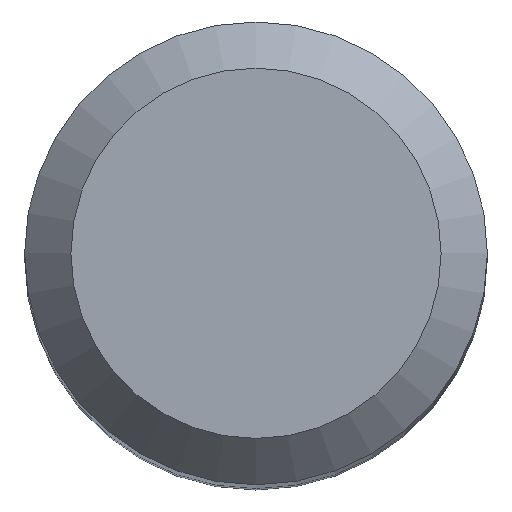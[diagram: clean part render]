
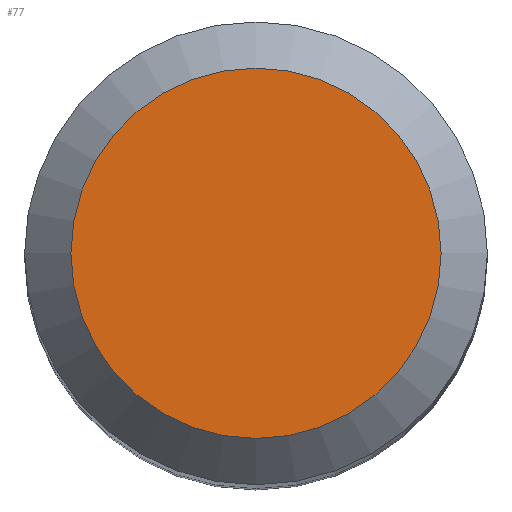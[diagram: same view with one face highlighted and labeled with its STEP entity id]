
A CAD part, top view. The second image highlights one B-rep face of the part: STEP entity #77.
In plain terms, the highlighted planar face has unit normal (0, 0, 1).
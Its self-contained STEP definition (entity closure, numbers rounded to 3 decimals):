
#32 = CARTESIAN_POINT ( 'NONE',  ( 0., 0., 67. ) ) ;
#35 = CIRCLE ( 'NONE', #134, 4. ) ;
#46 = DIRECTION ( 'NONE',  ( 0., 0., 1. ) ) ;
#47 = FACE_OUTER_BOUND ( 'NONE', #55, .T. ) ;
#48 = PLANE ( 'NONE',  #56 ) ;
#55 = EDGE_LOOP ( 'NONE', ( #218 ) ) ;
#56 = AXIS2_PLACEMENT_3D ( 'NONE', #32, #205, #164 ) ;
#77 = ADVANCED_FACE ( 'NONE', ( #47 ), #48, .F. ) ;
#111 = DIRECTION ( 'NONE',  ( 0., -1., 0. ) ) ;
#134 = AXIS2_PLACEMENT_3D ( 'NONE', #199, #46, #111 ) ;
#164 = DIRECTION ( 'NONE',  ( 0., 1., 0. ) ) ;
#199 = CARTESIAN_POINT ( 'NONE',  ( 0., 0., 67. ) ) ;
#204 = EDGE_CURVE ( 'NONE', #212, #212, #35, .T. ) ;
#205 = DIRECTION ( 'NONE',  ( 0., 0., -1. ) ) ;
#210 = CARTESIAN_POINT ( 'NONE',  ( 0., -4., 67. ) ) ;
#212 = VERTEX_POINT ( 'NONE', #210 ) ;
#218 = ORIENTED_EDGE ( 'NONE', *, *, #204, .T. ) ;
